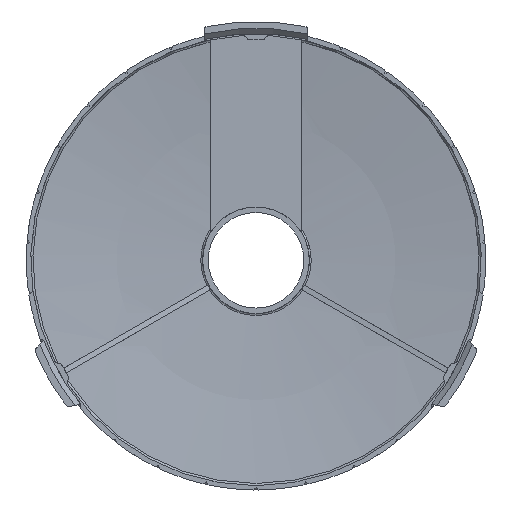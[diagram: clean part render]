
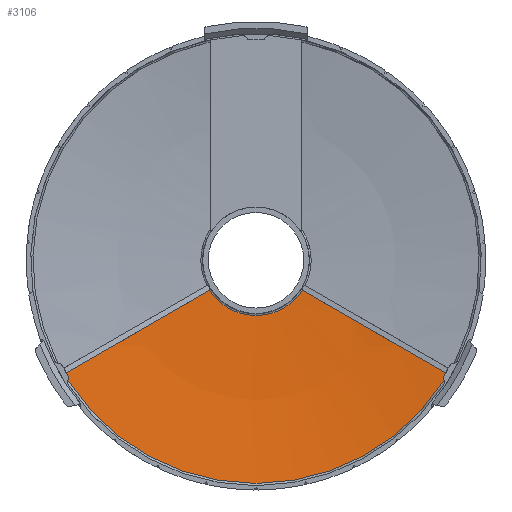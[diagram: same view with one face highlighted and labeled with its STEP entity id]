
A CAD part, front view. The second image highlights one B-rep face of the part: STEP entity #3106.
In plain terms, the highlighted spherical face has radius 398 mm.
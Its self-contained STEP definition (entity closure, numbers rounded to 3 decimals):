
#619=B_SPLINE_CURVE_WITH_KNOTS('',3,(#4645,#4646,#4647,#4648),
 .UNSPECIFIED.,.F.,.F.,(4,4),(0.,0.001),
 .UNSPECIFIED.);
#620=B_SPLINE_CURVE_WITH_KNOTS('',3,(#4656,#4657,#4658,#4659),
 .UNSPECIFIED.,.F.,.F.,(4,4),(0.,0.001),
 .UNSPECIFIED.);
#745=ORIENTED_EDGE('',*,*,#1740,.F.);
#746=ORIENTED_EDGE('',*,*,#1741,.T.);
#747=ORIENTED_EDGE('',*,*,#1739,.T.);
#748=ORIENTED_EDGE('',*,*,#1742,.F.);
#749=ORIENTED_EDGE('',*,*,#1743,.F.);
#750=ORIENTED_EDGE('',*,*,#1744,.T.);
#751=ORIENTED_EDGE('',*,*,#1745,.F.);
#752=ORIENTED_EDGE('',*,*,#1746,.F.);
#753=ORIENTED_EDGE('',*,*,#1747,.T.);
#754=ORIENTED_EDGE('',*,*,#1748,.F.);
#1739=EDGE_CURVE('',#2232,#2236,#2548,.T.);
#1740=EDGE_CURVE('',#2237,#2238,#2549,.T.);
#1741=EDGE_CURVE('',#2237,#2232,#2550,.F.);
#1742=EDGE_CURVE('',#2239,#2236,#619,.T.);
#1743=EDGE_CURVE('',#2240,#2239,#2551,.F.);
#1744=EDGE_CURVE('',#2240,#2241,#2552,.T.);
#1745=EDGE_CURVE('',#2242,#2241,#2553,.F.);
#1746=EDGE_CURVE('',#2243,#2242,#620,.T.);
#1747=EDGE_CURVE('',#2243,#2244,#2554,.T.);
#1748=EDGE_CURVE('',#2238,#2244,#2555,.F.);
#2232=VERTEX_POINT('',#4629);
#2236=VERTEX_POINT('',#4638);
#2237=VERTEX_POINT('',#4642);
#2238=VERTEX_POINT('',#4643);
#2239=VERTEX_POINT('',#4649);
#2240=VERTEX_POINT('',#4651);
#2241=VERTEX_POINT('',#4653);
#2242=VERTEX_POINT('',#4655);
#2243=VERTEX_POINT('',#4660);
#2244=VERTEX_POINT('',#4662);
#2548=CIRCLE('',#3313,60.);
#2549=CIRCLE('',#3315,15.019);
#2550=CIRCLE('',#3316,397.999);
#2551=CIRCLE('',#3317,395.884);
#2552=CIRCLE('',#3318,60.707);
#2553=CIRCLE('',#3319,395.884);
#2554=CIRCLE('',#3320,60.);
#2555=CIRCLE('',#3321,397.999);
#2720=EDGE_LOOP('',(#745,#746,#747,#748,#749,#750,#751,#752,#753,#754));
#2911=FACE_BOUND('',#2720,.T.);
#3101=SPHERICAL_SURFACE('',#3314,398.);
#3106=ADVANCED_FACE('',(#2911),#3101,.F.);
#3313=AXIS2_PLACEMENT_3D('',#4639,#3694,#3695);
#3314=AXIS2_PLACEMENT_3D('',#4640,#3696,#3697);
#3315=AXIS2_PLACEMENT_3D('',#4641,#3698,#3699);
#3316=AXIS2_PLACEMENT_3D('',#4644,#3700,#3701);
#3317=AXIS2_PLACEMENT_3D('',#4650,#3702,#3703);
#3318=AXIS2_PLACEMENT_3D('',#4652,#3704,#3705);
#3319=AXIS2_PLACEMENT_3D('',#4654,#3706,#3707);
#3320=AXIS2_PLACEMENT_3D('',#4661,#3708,#3709);
#3321=AXIS2_PLACEMENT_3D('',#4663,#3710,#3711);
#3694=DIRECTION('',(0.,-1.,0.));
#3695=DIRECTION('',(0.,0.,-1.));
#3696=DIRECTION('',(0.,-1.,0.));
#3697=DIRECTION('',(1.,0.,0.));
#3698=DIRECTION('',(0.,-1.,0.));
#3699=DIRECTION('',(0.,0.,-1.));
#3700=DIRECTION('',(0.5,0.,-0.866));
#3701=DIRECTION('',(-0.866,0.,-0.5));
#3702=DIRECTION('',(-0.966,0.,0.259));
#3703=DIRECTION('',(0.259,0.,0.966));
#3704=DIRECTION('',(0.,-1.,0.));
#3705=DIRECTION('',(0.,0.,-1.));
#3706=DIRECTION('',(0.966,0.,0.259));
#3707=DIRECTION('',(0.259,0.,-0.966));
#3708=DIRECTION('',(0.,-1.,0.));
#3709=DIRECTION('',(0.,0.,-1.));
#3710=DIRECTION('',(0.5,0.,0.866));
#3711=DIRECTION('',(0.866,0.,-0.5));
#4629=CARTESIAN_POINT('',(-51.608,31.207,-30.604));
#4638=CARTESIAN_POINT('',(-51.158,31.207,-31.351));
#4639=CARTESIAN_POINT('',(0.,31.207,0.));
#4640=CARTESIAN_POINT('',(0.,-362.244,0.));
#4641=CARTESIAN_POINT('',(0.,35.473,0.));
#4642=CARTESIAN_POINT('',(-12.643,35.473,-8.107));
#4643=CARTESIAN_POINT('',(12.643,35.473,-8.107));
#4644=CARTESIAN_POINT('',(0.35,-362.244,-0.606));
#4645=CARTESIAN_POINT('',(-51.045,31.159,-32.132));
#4646=CARTESIAN_POINT('',(-50.974,31.19,-31.87));
#4647=CARTESIAN_POINT('',(-51.015,31.207,-31.584));
#4648=CARTESIAN_POINT('',(-51.158,31.207,-31.351));
#4649=CARTESIAN_POINT('',(-51.045,31.159,-32.132));
#4650=CARTESIAN_POINT('',(-39.592,-362.244,10.609));
#4651=CARTESIAN_POINT('',(-51.182,31.099,-32.645));
#4652=CARTESIAN_POINT('',(0.,31.099,0.));
#4653=CARTESIAN_POINT('',(51.182,31.099,-32.645));
#4654=CARTESIAN_POINT('',(39.592,-362.244,10.609));
#4655=CARTESIAN_POINT('',(51.045,31.159,-32.132));
#4656=CARTESIAN_POINT('',(51.158,31.207,-31.351));
#4657=CARTESIAN_POINT('',(51.015,31.207,-31.584));
#4658=CARTESIAN_POINT('',(50.974,31.19,-31.87));
#4659=CARTESIAN_POINT('',(51.045,31.159,-32.132));
#4660=CARTESIAN_POINT('',(51.158,31.207,-31.351));
#4661=CARTESIAN_POINT('',(0.,31.207,0.));
#4662=CARTESIAN_POINT('',(51.608,31.207,-30.604));
#4663=CARTESIAN_POINT('',(-0.35,-362.244,-0.606));
